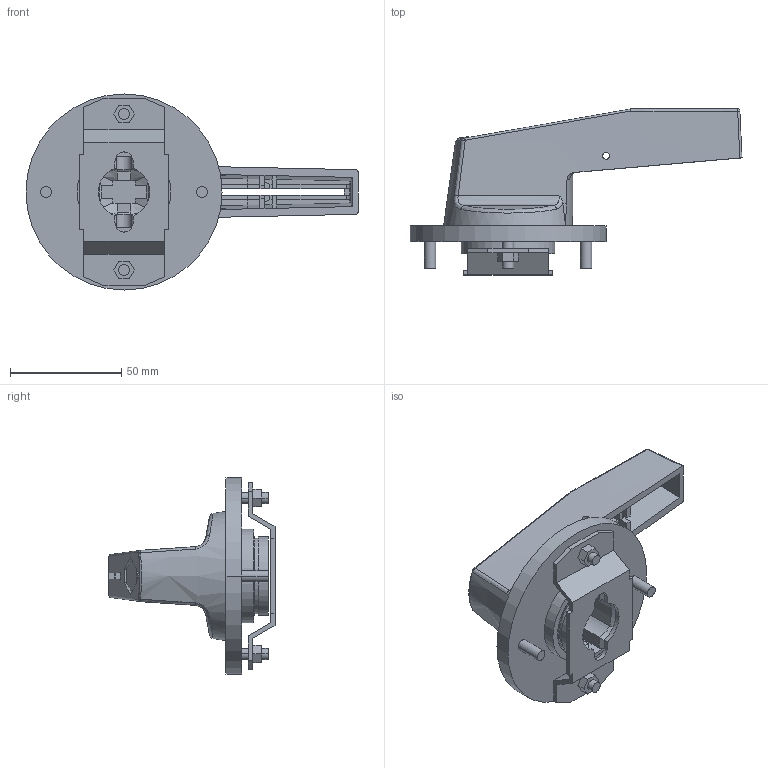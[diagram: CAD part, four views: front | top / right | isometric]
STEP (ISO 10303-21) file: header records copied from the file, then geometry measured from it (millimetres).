
FILE_DESCRIPTION((''),'2;1');
FILE_NAME('Mando tipo E S5000-1 (2010-09).stp','2010-09-02T08:27:55',('david'),(''),'Autodesk Inventor 2010','Autodesk Inventor 2010','');
FILE_SCHEMA(('AUTOMOTIVE_DESIGN { 1 0 10303 214 1 1 1 1 }'));
Length unit declared in the file: millimetre
Products named in the file (1): Mando tipo E S5000-1 (2010-09)
Bounding box: 149 x 74.5 x 88 mm (x, y, z)
Volume: 120624 mm3; surface area: 57018.3 mm2
Topology: 1 solids, 1 shells, 439 faces, 1191 edges, 777 vertices
Faces by surface type: plane 253, bspline 103, cylinder 65, cone 16, sphere 2
Entity records: 16749 total; most frequent: CARTESIAN_POINT 5822, ORIENTED_EDGE 2378, DIRECTION 1821, EDGE_CURVE 1189, VERTEX_POINT 777, VECTOR 709, LINE 709, AXIS2_PLACEMENT_3D 556
